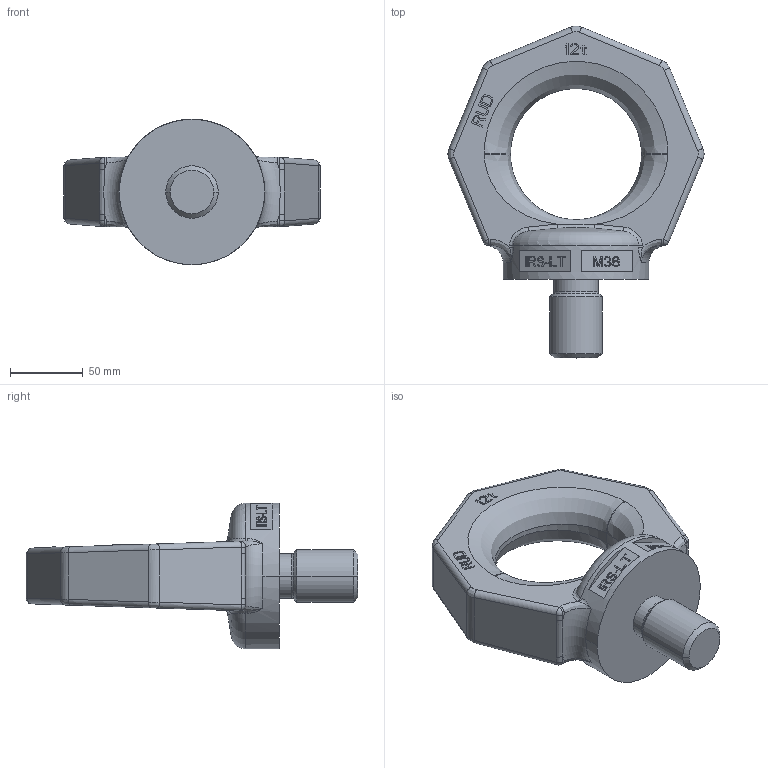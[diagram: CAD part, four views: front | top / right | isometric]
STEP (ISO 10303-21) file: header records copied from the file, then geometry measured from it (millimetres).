
FILE_DESCRIPTION((''),'2;1');
FILE_NAME('001-M35563-P-6_ASM','2018-04-11T',('Roland.Jakubetz'),(''),'PRO/ENGINEER BY PARAMETRIC TECHNOLOGY CORPORATION, 2011490','PRO/ENGINEER BY PARAMETRIC TECHNOLOGY CORPORATION, 2011490','');
FILE_SCHEMA(('CONFIG_CONTROL_DESIGN'));
Length unit declared in the file: millimetre
Products named in the file (3): 001-M35563-P-6; 001-M31079-Y02; 001-M35563-P-6_ASM
Assembly tree (2 placements, depth 2):
  001-M35563-P-6_ASM
    001-M35563-P-6
    001-M31079-Y02
Bounding box: 175.84 x 227.92 x 100 mm (x, y, z)
Volume: 847773.6 mm3; surface area: 79937.6 mm2
Topology: 2 solids, 2 shells, 495 faces, 1344 edges, 872 vertices
Faces by surface type: plane 404, bspline 42, cylinder 33, torus 6, cone 6, sphere 4
Entity records: 18626 total; most frequent: CARTESIAN_POINT 6324, ORIENTED_EDGE 2688, DIRECTION 2274, EDGE_CURVE 1344, VECTOR 1166, LINE 1166, VERTEX_POINT 872, AXIS2_PLACEMENT_3D 554
